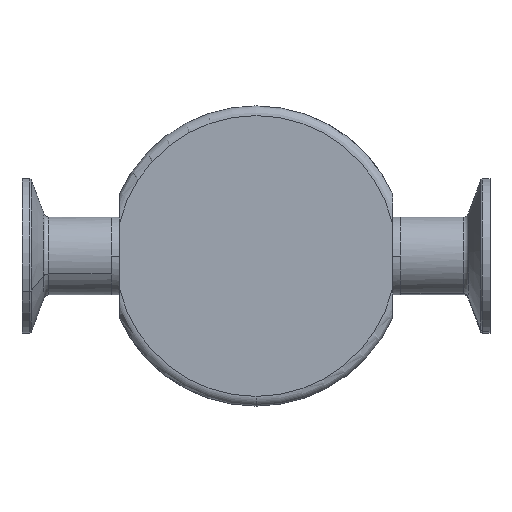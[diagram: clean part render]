
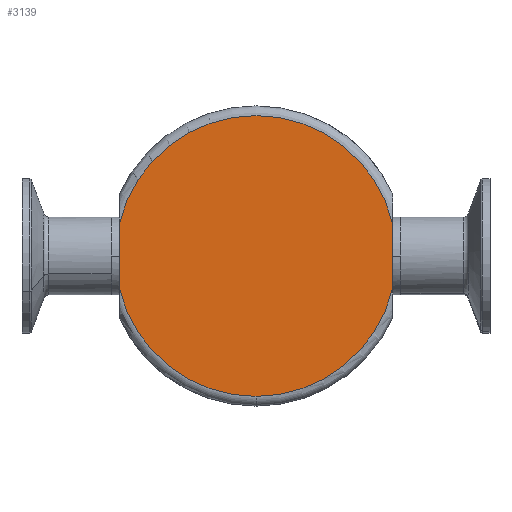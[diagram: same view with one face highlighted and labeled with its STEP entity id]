
A CAD part, front view. The second image highlights one B-rep face of the part: STEP entity #3139.
In plain terms, the highlighted planar face has unit normal (0, -1, 0).
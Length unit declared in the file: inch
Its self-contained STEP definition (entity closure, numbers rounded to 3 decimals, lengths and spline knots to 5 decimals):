
#2 = ORIENTED_EDGE ( 'NONE', *, *, #1492, .T. ) ;
#37 = DIRECTION ( 'NONE',  ( 0., -1., 0. ) ) ;
#43 = CIRCLE ( 'NONE', #3121, 1.8 ) ;
#75 = DIRECTION ( 'NONE',  ( 0., 0., -1. ) ) ;
#90 = PLANE ( 'NONE',  #1465 ) ;
#102 = FACE_OUTER_BOUND ( 'NONE', #763, .T. ) ;
#107 = DIRECTION ( 'NONE',  ( 0., -1., 0. ) ) ;
#158 = EDGE_CURVE ( 'NONE', #1020, #1699, #179, .T. ) ;
#179 = LINE ( 'NONE', #557, #3196 ) ;
#409 = VERTEX_POINT ( 'NONE', #2780 ) ;
#557 = CARTESIAN_POINT ( 'NONE',  ( -1.75, 0., -1.6 ) ) ;
#580 = DIRECTION ( 'NONE',  ( 0., 0., 1. ) ) ;
#604 = CARTESIAN_POINT ( 'NONE',  ( 0., 0., -1.8 ) ) ;
#763 = EDGE_LOOP ( 'NONE', ( #2138, #966, #2688, #2, #1638 ) ) ;
#840 = VECTOR ( 'NONE', #580, 39.37008 ) ;
#966 = ORIENTED_EDGE ( 'NONE', *, *, #3766, .T. ) ;
#1020 = VERTEX_POINT ( 'NONE', #1211 ) ;
#1047 = EDGE_CURVE ( 'NONE', #1020, #2457, #2600, .T. ) ;
#1165 = AXIS2_PLACEMENT_3D ( 'NONE', #3229, #107, #1862 ) ;
#1177 = DIRECTION ( 'NONE',  ( 0., 0., -1. ) ) ;
#1187 = CARTESIAN_POINT ( 'NONE',  ( 1.75, 0., 0.42131 ) ) ;
#1211 = CARTESIAN_POINT ( 'NONE',  ( -1.75, 0., -0.42131 ) ) ;
#1230 = CARTESIAN_POINT ( 'NONE',  ( 0., 0., 0. ) ) ;
#1384 = VERTEX_POINT ( 'NONE', #1187 ) ;
#1465 = AXIS2_PLACEMENT_3D ( 'NONE', #2103, #1586, #2147 ) ;
#1492 = EDGE_CURVE ( 'NONE', #1384, #1699, #3008, .T. ) ;
#1586 = DIRECTION ( 'NONE',  ( 0., 1., 0. ) ) ;
#1638 = ORIENTED_EDGE ( 'NONE', *, *, #158, .F. ) ;
#1699 = VERTEX_POINT ( 'NONE', #2853 ) ;
#1862 = DIRECTION ( 'NONE',  ( 0., 0., -1. ) ) ;
#2103 = CARTESIAN_POINT ( 'NONE',  ( 0., 0., 0. ) ) ;
#2138 = ORIENTED_EDGE ( 'NONE', *, *, #1047, .T. ) ;
#2147 = DIRECTION ( 'NONE',  ( 0., 0., 1. ) ) ;
#2346 = EDGE_CURVE ( 'NONE', #409, #1384, #3728, .T. ) ;
#2371 = DIRECTION ( 'NONE',  ( 0., 0., 1. ) ) ;
#2457 = VERTEX_POINT ( 'NONE', #604 ) ;
#2600 = CIRCLE ( 'NONE', #3082, 1.8 ) ;
#2688 = ORIENTED_EDGE ( 'NONE', *, *, #2346, .T. ) ;
#2706 = CARTESIAN_POINT ( 'NONE',  ( 0., 0., 0. ) ) ;
#2780 = CARTESIAN_POINT ( 'NONE',  ( 1.75, 0., -0.42131 ) ) ;
#2853 = CARTESIAN_POINT ( 'NONE',  ( -1.75, 0., 0.42131 ) ) ;
#3008 = CIRCLE ( 'NONE', #1165, 1.8 ) ;
#3082 = AXIS2_PLACEMENT_3D ( 'NONE', #2706, #3294, #75 ) ;
#3121 = AXIS2_PLACEMENT_3D ( 'NONE', #1230, #37, #1177 ) ;
#3139 = ADVANCED_FACE ( 'NONE', ( #102 ), #90, .F. ) ;
#3196 = VECTOR ( 'NONE', #2371, 39.37008 ) ;
#3229 = CARTESIAN_POINT ( 'NONE',  ( 0., 0., 0. ) ) ;
#3294 = DIRECTION ( 'NONE',  ( 0., -1., 0. ) ) ;
#3490 = CARTESIAN_POINT ( 'NONE',  ( 1.75, 0., -1.6 ) ) ;
#3728 = LINE ( 'NONE', #3490, #840 ) ;
#3766 = EDGE_CURVE ( 'NONE', #2457, #409, #43, .T. ) ;
